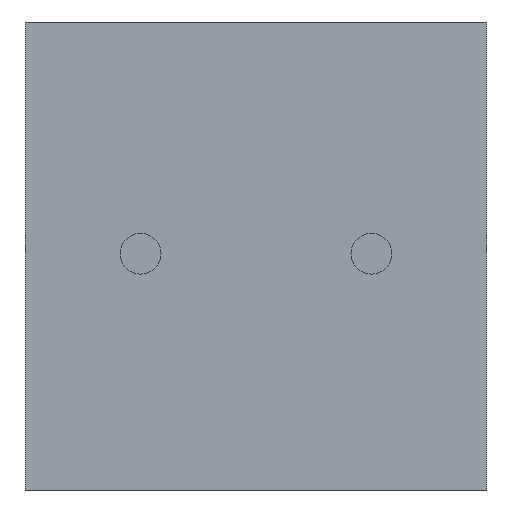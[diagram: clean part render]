
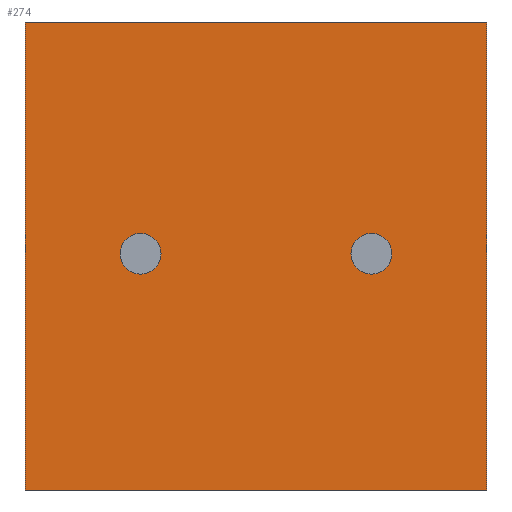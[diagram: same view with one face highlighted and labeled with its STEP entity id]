
A CAD part, front view. The second image highlights one B-rep face of the part: STEP entity #274.
In plain terms, the highlighted planar face has unit normal (0, -1, 0).
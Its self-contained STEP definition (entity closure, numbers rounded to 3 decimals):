
#18 = CARTESIAN_POINT ( 'NONE',  ( -2.54, 0., 0. ) ) ;
#49 = FACE_BOUND ( 'NONE', #1933, .T. ) ;
#57 = DIRECTION ( 'NONE',  ( 1., 0., 0. ) ) ;
#75 = DIRECTION ( 'NONE',  ( 0., 0., -1. ) ) ;
#97 = CARTESIAN_POINT ( 'NONE',  ( 5.08, 0., -5.2 ) ) ;
#167 = CARTESIAN_POINT ( 'NONE',  ( -5.08, 0., -5.2 ) ) ;
#266 = VERTEX_POINT ( 'NONE', #2440 ) ;
#274 = ADVANCED_FACE ( 'NONE', ( #49, #1072, #2431 ), #1503, .F. ) ;
#343 = DIRECTION ( 'NONE',  ( 0., 1., 0. ) ) ;
#363 = EDGE_CURVE ( 'NONE', #2028, #697, #869, .T. ) ;
#375 = LINE ( 'NONE', #2191, #1682 ) ;
#386 = CARTESIAN_POINT ( 'NONE',  ( -2.54, 0., 0. ) ) ;
#407 = EDGE_CURVE ( 'NONE', #697, #2309, #2227, .T. ) ;
#424 = CARTESIAN_POINT ( 'NONE',  ( 2.54, 0., -0.45 ) ) ;
#458 = EDGE_LOOP ( 'NONE', ( #956, #979, #1922, #650 ) ) ;
#487 = EDGE_CURVE ( 'NONE', #867, #2028, #375, .T. ) ;
#502 = EDGE_CURVE ( 'NONE', #2335, #266, #2252, .T. ) ;
#512 = DIRECTION ( 'NONE',  ( 0., 0., 1. ) ) ;
#520 = VERTEX_POINT ( 'NONE', #424 ) ;
#525 = ORIENTED_EDGE ( 'NONE', *, *, #903, .T. ) ;
#538 = VECTOR ( 'NONE', #1302, 1000. ) ;
#622 = AXIS2_PLACEMENT_3D ( 'NONE', #2076, #1108, #1889 ) ;
#650 = ORIENTED_EDGE ( 'NONE', *, *, #487, .F. ) ;
#697 = VERTEX_POINT ( 'NONE', #1097 ) ;
#707 = CARTESIAN_POINT ( 'NONE',  ( 2.54, 0., 0.45 ) ) ;
#743 = CARTESIAN_POINT ( 'NONE',  ( 0., 0., 0. ) ) ;
#779 = VERTEX_POINT ( 'NONE', #707 ) ;
#794 = AXIS2_PLACEMENT_3D ( 'NONE', #743, #343, #1704 ) ;
#803 = CIRCLE ( 'NONE', #622, 0.45 ) ;
#847 = CARTESIAN_POINT ( 'NONE',  ( -5.08, 0., 5.1 ) ) ;
#867 = VERTEX_POINT ( 'NONE', #847 ) ;
#869 = LINE ( 'NONE', #97, #1435 ) ;
#891 = AXIS2_PLACEMENT_3D ( 'NONE', #386, #951, #2302 ) ;
#903 = EDGE_CURVE ( 'NONE', #779, #520, #803, .T. ) ;
#951 = DIRECTION ( 'NONE',  ( 0., 1., 0. ) ) ;
#956 = ORIENTED_EDGE ( 'NONE', *, *, #1536, .F. ) ;
#979 = ORIENTED_EDGE ( 'NONE', *, *, #407, .F. ) ;
#980 = DIRECTION ( 'NONE',  ( 0., 0., 1. ) ) ;
#1028 = EDGE_CURVE ( 'NONE', #266, #2335, #1744, .T. ) ;
#1072 = FACE_BOUND ( 'NONE', #1764, .T. ) ;
#1097 = CARTESIAN_POINT ( 'NONE',  ( 5.08, 0., -5.2 ) ) ;
#1108 = DIRECTION ( 'NONE',  ( 0., 1., 0. ) ) ;
#1208 = LINE ( 'NONE', #1867, #538 ) ;
#1231 = AXIS2_PLACEMENT_3D ( 'NONE', #18, #2150, #980 ) ;
#1302 = DIRECTION ( 'NONE',  ( 0., 0., 1. ) ) ;
#1435 = VECTOR ( 'NONE', #75, 1000. ) ;
#1503 = PLANE ( 'NONE',  #794 ) ;
#1536 = EDGE_CURVE ( 'NONE', #2309, #867, #1208, .T. ) ;
#1553 = AXIS2_PLACEMENT_3D ( 'NONE', #2080, #2453, #512 ) ;
#1560 = EDGE_CURVE ( 'NONE', #520, #779, #1767, .T. ) ;
#1643 = DIRECTION ( 'NONE',  ( -1., 0., 0. ) ) ;
#1682 = VECTOR ( 'NONE', #57, 1000. ) ;
#1704 = DIRECTION ( 'NONE',  ( 0., 0., 1. ) ) ;
#1717 = VECTOR ( 'NONE', #1643, 1000. ) ;
#1744 = CIRCLE ( 'NONE', #891, 0.45 ) ;
#1764 = EDGE_LOOP ( 'NONE', ( #2465, #2256 ) ) ;
#1767 = CIRCLE ( 'NONE', #1553, 0.45 ) ;
#1837 = CARTESIAN_POINT ( 'NONE',  ( 5.08, 0., 5.1 ) ) ;
#1844 = CARTESIAN_POINT ( 'NONE',  ( -5.08, 0., -5.2 ) ) ;
#1867 = CARTESIAN_POINT ( 'NONE',  ( -5.08, 0., -5.2 ) ) ;
#1883 = ORIENTED_EDGE ( 'NONE', *, *, #1560, .T. ) ;
#1889 = DIRECTION ( 'NONE',  ( 0., 0., 1. ) ) ;
#1922 = ORIENTED_EDGE ( 'NONE', *, *, #363, .F. ) ;
#1933 = EDGE_LOOP ( 'NONE', ( #525, #1883 ) ) ;
#1950 = CARTESIAN_POINT ( 'NONE',  ( -2.54, 0., -0.45 ) ) ;
#2028 = VERTEX_POINT ( 'NONE', #1837 ) ;
#2076 = CARTESIAN_POINT ( 'NONE',  ( 2.54, 0., 0. ) ) ;
#2080 = CARTESIAN_POINT ( 'NONE',  ( 2.54, 0., 0. ) ) ;
#2150 = DIRECTION ( 'NONE',  ( 0., 1., 0. ) ) ;
#2191 = CARTESIAN_POINT ( 'NONE',  ( -5.08, 0., 5.1 ) ) ;
#2227 = LINE ( 'NONE', #1844, #1717 ) ;
#2252 = CIRCLE ( 'NONE', #1231, 0.45 ) ;
#2256 = ORIENTED_EDGE ( 'NONE', *, *, #502, .T. ) ;
#2302 = DIRECTION ( 'NONE',  ( 0., 0., 1. ) ) ;
#2309 = VERTEX_POINT ( 'NONE', #167 ) ;
#2335 = VERTEX_POINT ( 'NONE', #1950 ) ;
#2431 = FACE_OUTER_BOUND ( 'NONE', #458, .T. ) ;
#2440 = CARTESIAN_POINT ( 'NONE',  ( -2.54, 0., 0.45 ) ) ;
#2453 = DIRECTION ( 'NONE',  ( 0., 1., 0. ) ) ;
#2465 = ORIENTED_EDGE ( 'NONE', *, *, #1028, .T. ) ;
